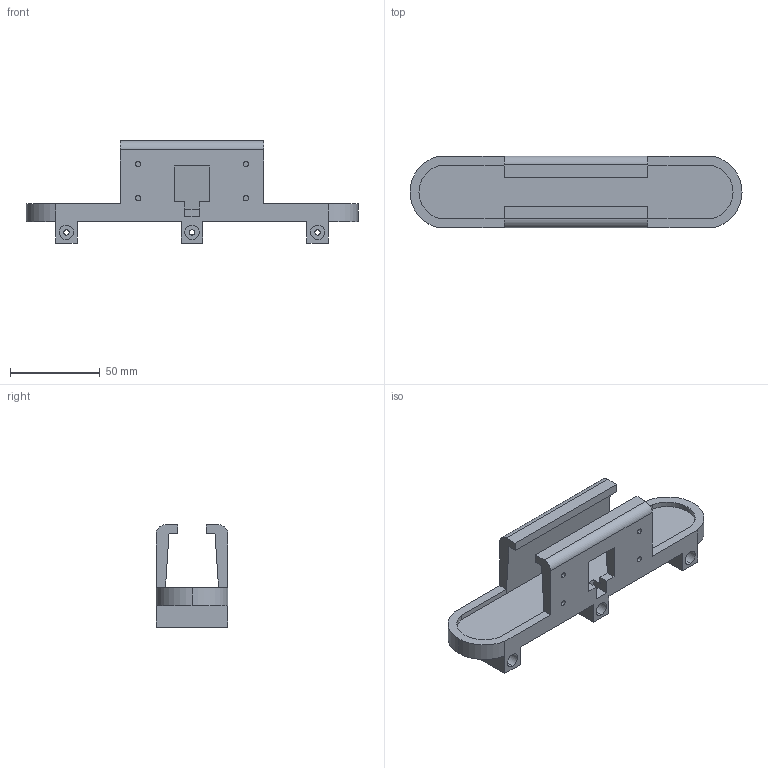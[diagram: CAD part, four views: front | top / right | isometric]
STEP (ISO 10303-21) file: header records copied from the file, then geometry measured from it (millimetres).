
FILE_DESCRIPTION (( 'STEP AP203' ), '1' );
FILE_NAME ('ZedHolder.STEP', '2015-09-10T08:55:36', ( 'user' ), ( '' ), 'SwSTEP 2.0', 'SolidWorks 2015', '' );
FILE_SCHEMA (( 'CONFIG_CONTROL_DESIGN' ));
Length unit declared in the file: millimetre
Products named in the file (1): ZedHolder
Bounding box: 185 x 40 x 57 mm (x, y, z)
Volume: 104321.4 mm3; surface area: 39043 mm2
Topology: 1 solids, 1 shells, 95 faces, 244 edges, 160 vertices
Faces by surface type: plane 53, cylinder 42
Entity records: 2999 total; most frequent: CARTESIAN_POINT 524, DIRECTION 504, ORIENTED_EDGE 488, EDGE_CURVE 244, AXIS2_PLACEMENT_3D 172, VERTEX_POINT 160, LINE 160, VECTOR 160
